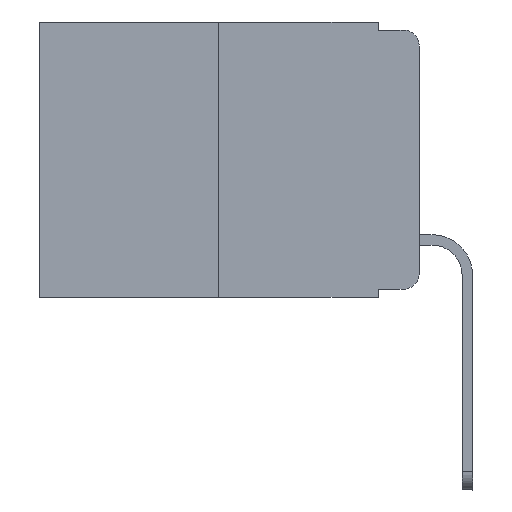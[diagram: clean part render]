
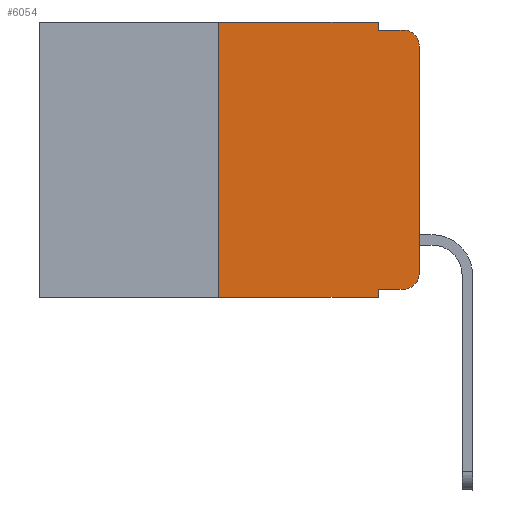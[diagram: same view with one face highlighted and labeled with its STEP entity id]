
A CAD part, left-side view. The second image highlights one B-rep face of the part: STEP entity #6054.
In plain terms, the highlighted planar face has unit normal (-1, 0, 0).
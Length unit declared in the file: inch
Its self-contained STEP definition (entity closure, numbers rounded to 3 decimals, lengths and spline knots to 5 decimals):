
#23 = ORIENTED_EDGE ( 'NONE', *, *, #9896, .F. ) ;
#117 = VERTEX_POINT ( 'NONE', #4974 ) ;
#202 = DIRECTION ( 'NONE',  ( 0., 0., 1. ) ) ;
#541 = VECTOR ( 'NONE', #6983, 39.37008 ) ;
#714 = VECTOR ( 'NONE', #202, 39.37008 ) ;
#827 = DIRECTION ( 'NONE',  ( 0., 0., -1. ) ) ;
#879 = CARTESIAN_POINT ( 'NONE',  ( 0., 0.02, -0.03 ) ) ;
#986 = DIRECTION ( 'NONE',  ( -1., 0., 0. ) ) ;
#1100 = CARTESIAN_POINT ( 'NONE',  ( 0., 0.02, -0.333 ) ) ;
#1105 = CIRCLE ( 'NONE', #6875, 0.02 ) ;
#1502 = FACE_OUTER_BOUND ( 'NONE', #9616, .T. ) ;
#1706 = EDGE_CURVE ( 'NONE', #2160, #4587, #2064, .T. ) ;
#1848 = VECTOR ( 'NONE', #10548, 39.37008 ) ;
#1928 = CARTESIAN_POINT ( 'NONE',  ( 0., 0.02, -0.313 ) ) ;
#2064 = LINE ( 'NONE', #5501, #10547 ) ;
#2160 = VERTEX_POINT ( 'NONE', #5371 ) ;
#2241 = ORIENTED_EDGE ( 'NONE', *, *, #8450, .T. ) ;
#2345 = CARTESIAN_POINT ( 'NONE',  ( 0., 0.051, -0.01 ) ) ;
#2362 = CARTESIAN_POINT ( 'NONE',  ( 0., 0., -0.03 ) ) ;
#2510 = LINE ( 'NONE', #2566, #3939 ) ;
#2566 = CARTESIAN_POINT ( 'NONE',  ( 0., 0.051, 0. ) ) ;
#2606 = EDGE_CURVE ( 'NONE', #8972, #117, #1105, .T. ) ;
#3090 = VERTEX_POINT ( 'NONE', #2362 ) ;
#3149 = DIRECTION ( 'NONE',  ( 0., 0., -1. ) ) ;
#3169 = DIRECTION ( 'NONE',  ( 1., 0., 0. ) ) ;
#3286 = DIRECTION ( 'NONE',  ( 0., 0., -1. ) ) ;
#3341 = DIRECTION ( 'NONE',  ( 0., 0., -1. ) ) ;
#3374 = CARTESIAN_POINT ( 'NONE',  ( 0., 0.051, -0.333 ) ) ;
#3456 = AXIS2_PLACEMENT_3D ( 'NONE', #879, #986, #827 ) ;
#3510 = VERTEX_POINT ( 'NONE', #8104 ) ;
#3615 = CARTESIAN_POINT ( 'NONE',  ( 0., 0.473, -0.343 ) ) ;
#3939 = VECTOR ( 'NONE', #3286, 39.37008 ) ;
#3984 = DIRECTION ( 'NONE',  ( -1., 0., 0. ) ) ;
#4016 = LINE ( 'NONE', #7498, #6148 ) ;
#4587 = VERTEX_POINT ( 'NONE', #7694 ) ;
#4652 = VECTOR ( 'NONE', #7212, 39.37008 ) ;
#4906 = VERTEX_POINT ( 'NONE', #2345 ) ;
#4916 = DIRECTION ( 'NONE',  ( 0., -1., 0. ) ) ;
#4974 = CARTESIAN_POINT ( 'NONE',  ( 0., 0., -0.313 ) ) ;
#5257 = LINE ( 'NONE', #7833, #714 ) ;
#5371 = CARTESIAN_POINT ( 'NONE',  ( 0., 0.25, 0. ) ) ;
#5431 = CARTESIAN_POINT ( 'NONE',  ( 0., 0.051, 0. ) ) ;
#5501 = CARTESIAN_POINT ( 'NONE',  ( 0., 0.473, 0. ) ) ;
#5559 = ORIENTED_EDGE ( 'NONE', *, *, #8801, .F. ) ;
#5614 = VERTEX_POINT ( 'NONE', #8813 ) ;
#5782 = ORIENTED_EDGE ( 'NONE', *, *, #7110, .F. ) ;
#5826 = PLANE ( 'NONE',  #9557 ) ;
#5861 = EDGE_CURVE ( 'NONE', #3510, #2160, #5257, .T. ) ;
#6054 = ADVANCED_FACE ( 'NONE', ( #1502 ), #5826, .F. ) ;
#6148 = VECTOR ( 'NONE', #4916, 39.37008 ) ;
#6221 = LINE ( 'NONE', #5431, #541 ) ;
#6283 = LINE ( 'NONE', #9647, #4652 ) ;
#6615 = VERTEX_POINT ( 'NONE', #7849 ) ;
#6875 = AXIS2_PLACEMENT_3D ( 'NONE', #1928, #3984, #3149 ) ;
#6983 = DIRECTION ( 'NONE',  ( 0., 0., -1. ) ) ;
#7110 = EDGE_CURVE ( 'NONE', #4587, #4906, #6221, .T. ) ;
#7212 = DIRECTION ( 'NONE',  ( 0., 0., 1. ) ) ;
#7498 = CARTESIAN_POINT ( 'NONE',  ( 0., 0.051, -0.01 ) ) ;
#7674 = CARTESIAN_POINT ( 'NONE',  ( 0., 0.051, -0.333 ) ) ;
#7694 = CARTESIAN_POINT ( 'NONE',  ( 0., 0.051, 0. ) ) ;
#7833 = CARTESIAN_POINT ( 'NONE',  ( 0., 0.25, 0. ) ) ;
#7849 = CARTESIAN_POINT ( 'NONE',  ( 0., 0.051, -0.343 ) ) ;
#7977 = CIRCLE ( 'NONE', #3456, 0.02 ) ;
#8104 = CARTESIAN_POINT ( 'NONE',  ( 0., 0.25, -0.343 ) ) ;
#8303 = EDGE_CURVE ( 'NONE', #10160, #8972, #11008, .T. ) ;
#8431 = ORIENTED_EDGE ( 'NONE', *, *, #11140, .T. ) ;
#8450 = EDGE_CURVE ( 'NONE', #117, #3090, #6283, .T. ) ;
#8524 = ORIENTED_EDGE ( 'NONE', *, *, #10989, .T. ) ;
#8567 = DIRECTION ( 'NONE',  ( 0., -1., 0. ) ) ;
#8603 = ORIENTED_EDGE ( 'NONE', *, *, #8303, .T. ) ;
#8789 = ORIENTED_EDGE ( 'NONE', *, *, #2606, .T. ) ;
#8801 = EDGE_CURVE ( 'NONE', #10160, #6615, #2510, .T. ) ;
#8813 = CARTESIAN_POINT ( 'NONE',  ( 0., 0.02, -0.01 ) ) ;
#8972 = VERTEX_POINT ( 'NONE', #1100 ) ;
#8978 = DIRECTION ( 'NONE',  ( 0., -1., 0. ) ) ;
#9557 = AXIS2_PLACEMENT_3D ( 'NONE', #10265, #3169, #3341 ) ;
#9616 = EDGE_LOOP ( 'NONE', ( #2241, #8524, #23, #5782, #10064, #10235, #8431, #5559, #8603, #8789 ) ) ;
#9647 = CARTESIAN_POINT ( 'NONE',  ( 0., 0., 0. ) ) ;
#9730 = LINE ( 'NONE', #3615, #1848 ) ;
#9896 = EDGE_CURVE ( 'NONE', #4906, #5614, #4016, .T. ) ;
#10064 = ORIENTED_EDGE ( 'NONE', *, *, #1706, .F. ) ;
#10160 = VERTEX_POINT ( 'NONE', #3374 ) ;
#10235 = ORIENTED_EDGE ( 'NONE', *, *, #5861, .F. ) ;
#10265 = CARTESIAN_POINT ( 'NONE',  ( 0., 0.473, 0. ) ) ;
#10547 = VECTOR ( 'NONE', #8978, 39.37008 ) ;
#10548 = DIRECTION ( 'NONE',  ( 0., -1., 0. ) ) ;
#10676 = VECTOR ( 'NONE', #8567, 39.37008 ) ;
#10989 = EDGE_CURVE ( 'NONE', #3090, #5614, #7977, .T. ) ;
#11008 = LINE ( 'NONE', #7674, #10676 ) ;
#11140 = EDGE_CURVE ( 'NONE', #3510, #6615, #9730, .T. ) ;
